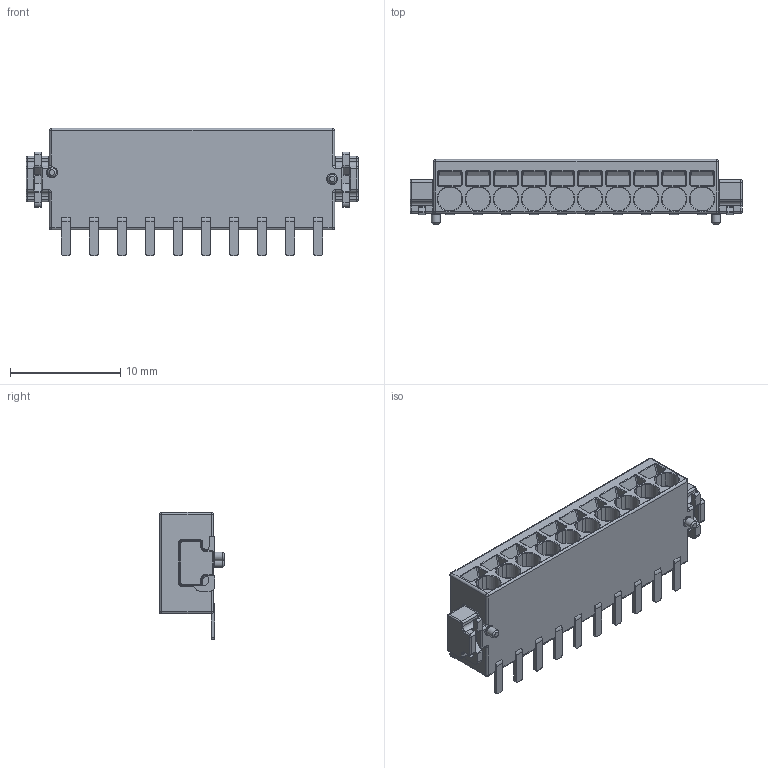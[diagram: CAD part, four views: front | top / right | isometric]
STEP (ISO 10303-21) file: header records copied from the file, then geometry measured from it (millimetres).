
FILE_DESCRIPTION(/* description */ (''),/* implementation_level */ '2;1');
FILE_NAME(/* name */ '100540073ugm000_a.stp',/* time_stamp */ '2013-10-09T16:57:46+02:00',/* author */ (''),/* organization */ (''),/* preprocessor_version */ 'ST-DEVELOPER v15',/* originating_system */ 'SIEMENS PLM Software NX 8.5',/* authorisation */ '');
FILE_SCHEMA (('AUTOMOTIVE_DESIGN { 1 0 10303 214 3 1 1 1 }'));
Length unit declared in the file: millimetre
Products named in the file (1): 100540073ugm000_a
Bounding box: 30.09 x 5.9 x 11.55 mm (x, y, z)
Volume: 1125.9 mm3; surface area: 1124.7 mm2
Topology: 1 solids, 1 shells, 548 faces, 1384 edges, 837 vertices
Faces by surface type: plane 234, cylinder 198, cone 52, bspline 34, torus 22, sphere 8
Full cylindrical faces by diameter (mm): 0.8 x2
Entity records: 17415 total; most frequent: CARTESIAN_POINT 3359, DIRECTION 2792, ORIENTED_EDGE 2738, EDGE_CURVE 1369, AXIS2_PLACEMENT_3D 1002, VERTEX_POINT 835, LINE 788, VECTOR 788
